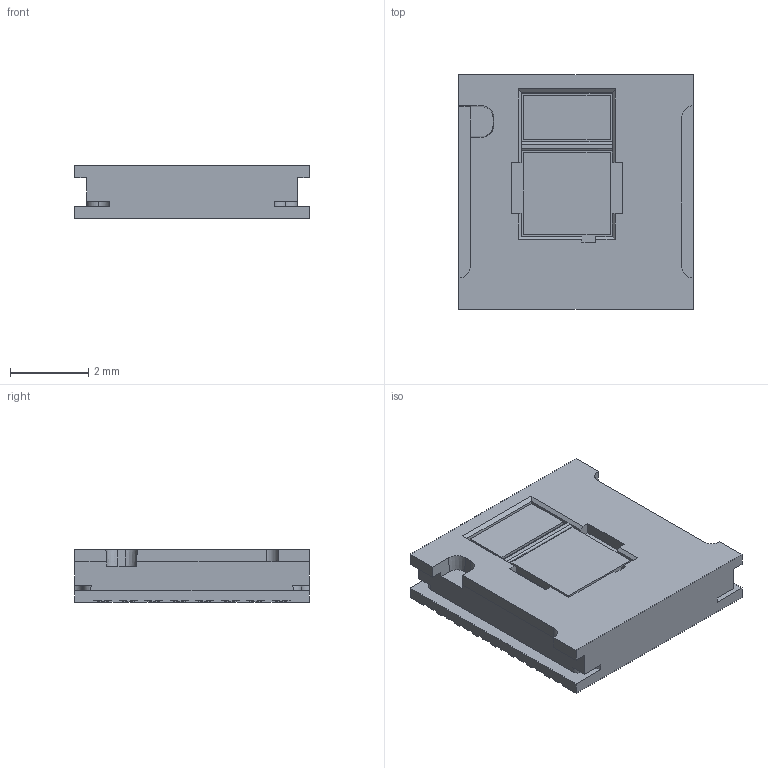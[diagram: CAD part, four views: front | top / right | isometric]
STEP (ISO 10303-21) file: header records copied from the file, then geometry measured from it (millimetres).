
FILE_DESCRIPTION(('CATIA V5 STEP Exchange'),'2;1');
FILE_NAME('PAA5160E1-Q-16L-6x6-LGA.stp','2024-11-05T16:47:01+00:00',('none'),('none'),'CATIA Version 5 Release 17 (IN-10)','CATIA V5 STEP AP214','none');
FILE_SCHEMA(('AUTOMOTIVE_DESIGN { 1 0 10303 214 1 1 1 1 }'));
Length unit declared in the file: millimetre
Products named in the file (1): 16L-6x6-LGA_Sanitized_1
Bounding box: 6 x 6 x 1.35 mm (x, y, z)
Volume: 43.5 mm3; surface area: 116.8 mm2
Topology: 1 solids, 1 shells, 325 faces, 928 edges, 617 vertices
Faces by surface type: plane 310, cylinder 13, cone 2
Entity records: 10645 total; most frequent: CARTESIAN_POINT 2202, ORIENTED_EDGE 1856, DIRECTION 1543, EDGE_CURVE 928, VECTOR 890, LINE 890, VERTEX_POINT 617, EDGE_LOOP 337
